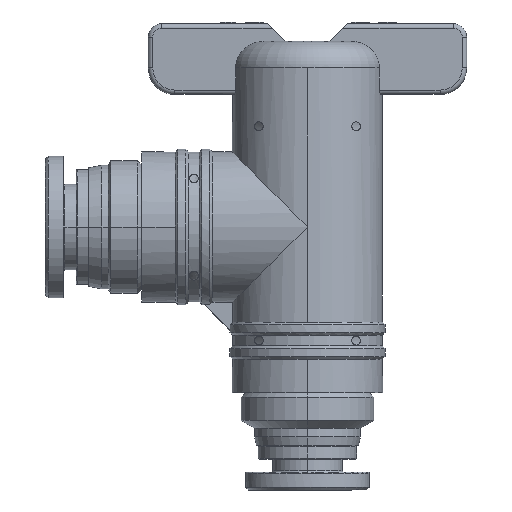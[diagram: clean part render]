
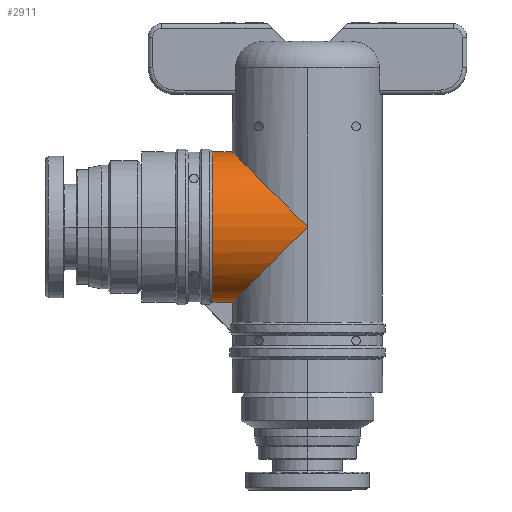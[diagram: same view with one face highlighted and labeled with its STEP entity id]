
A CAD part, left-side view. The second image highlights one B-rep face of the part: STEP entity #2911.
In plain terms, the highlighted cylindrical face has radius 8.5 mm (diameter 17 mm), a partial arc.
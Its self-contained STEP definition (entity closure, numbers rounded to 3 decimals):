
#2377=CARTESIAN_POINT('',(-0.1,2.675,-5.225));
#2378=VERTEX_POINT('',#2377);
#2408=CARTESIAN_POINT('',(-0.1,2.675,11.775));
#2409=VERTEX_POINT('',#2408);
#2417=CARTESIAN_POINT('',(-8.6,-5.825,3.275));
#2418=VERTEX_POINT('',#2417);
#2419=CARTESIAN_POINT('',(-0.1,-5.825,3.275));
#2420=DIRECTION('',(0.0,0.707,-0.707));
#2421=DIRECTION('',(0.0,0.707,0.707));
#2422=AXIS2_PLACEMENT_3D('',#2419,#2420,#2421);
#2423=ELLIPSE('',#2422,12.021,8.5);
#2424=EDGE_CURVE('',#2418,#2409,#2423,.T.);
#2678=CARTESIAN_POINT('',(-0.1,-5.825,3.275));
#2679=DIRECTION('',(0.0,0.707,0.707));
#2680=DIRECTION('',(0.0,-0.707,0.707));
#2681=AXIS2_PLACEMENT_3D('',#2678,#2679,#2680);
#2682=ELLIPSE('',#2681,12.021,8.5);
#2683=EDGE_CURVE('',#2378,#2418,#2682,.T.);
#2821=CARTESIAN_POINT('',(-0.1,4.925,11.775));
#2822=VERTEX_POINT('',#2821);
#2823=CARTESIAN_POINT('',(-0.1,2.675,11.775));
#2824=DIRECTION('',(0.0,1.0,0.0));
#2825=VECTOR('',#2824,2.25);
#2826=LINE('',#2823,#2825);
#2827=EDGE_CURVE('',#2409,#2822,#2826,.T.);
#2831=CARTESIAN_POINT('',(-0.1,4.925,-5.225));
#2832=VERTEX_POINT('',#2831);
#2833=CARTESIAN_POINT('',(-0.1,4.925,-5.225));
#2834=DIRECTION('',(0.0,-1.0,0.0));
#2835=VECTOR('',#2834,2.25);
#2836=LINE('',#2833,#2835);
#2837=EDGE_CURVE('',#2832,#2378,#2836,.T.);
#2893=CARTESIAN_POINT('',(-0.1,12.925,3.275));
#2894=DIRECTION('',(0.0,-1.0,0.0));
#2895=DIRECTION('',(1.0,0.0,0.0));
#2896=AXIS2_PLACEMENT_3D('',#2893,#2894,#2895);
#2897=CYLINDRICAL_SURFACE('',#2896,8.5);
#2898=ORIENTED_EDGE('',*,*,#2827,.T.);
#2899=CARTESIAN_POINT('',(-0.1,4.925,3.275));
#2900=DIRECTION('',(0.0,-1.0,0.0));
#2901=DIRECTION('',(1.0,0.0,0.0));
#2902=AXIS2_PLACEMENT_3D('',#2899,#2900,#2901);
#2903=CIRCLE('',#2902,8.5);
#2904=EDGE_CURVE('',#2822,#2832,#2903,.T.);
#2905=ORIENTED_EDGE('',*,*,#2904,.T.);
#2906=ORIENTED_EDGE('',*,*,#2837,.T.);
#2907=ORIENTED_EDGE('',*,*,#2683,.T.);
#2908=ORIENTED_EDGE('',*,*,#2424,.T.);
#2909=EDGE_LOOP('',(#2898,#2905,#2906,#2907,#2908));
#2910=FACE_OUTER_BOUND('',#2909,.T.);
#2911=ADVANCED_FACE('',(#2910),#2897,.T.);
